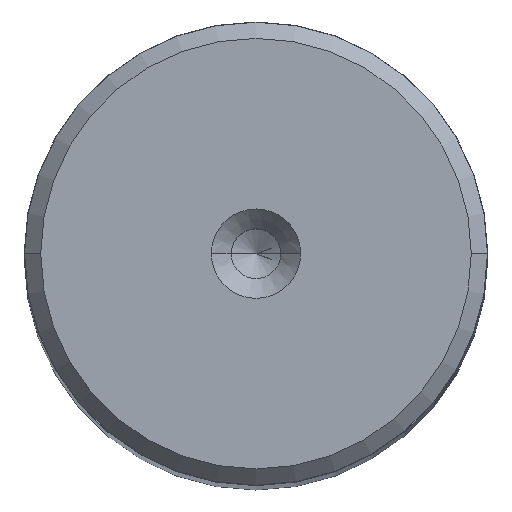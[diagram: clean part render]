
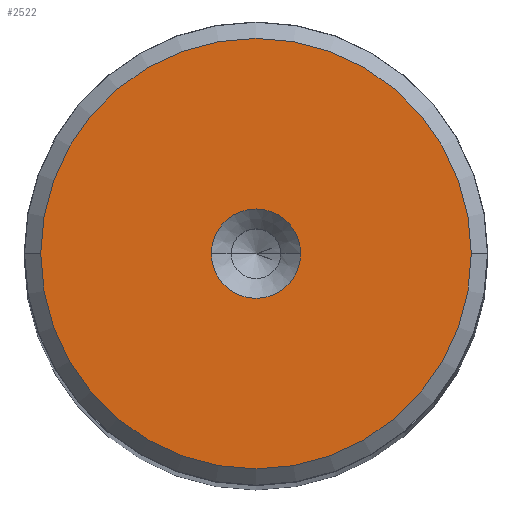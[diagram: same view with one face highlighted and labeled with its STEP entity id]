
A CAD part, top view. The second image highlights one B-rep face of the part: STEP entity #2522.
In plain terms, the highlighted planar face has unit normal (0, 0, 1).
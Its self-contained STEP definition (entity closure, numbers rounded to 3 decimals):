
#6 = VERTEX_POINT ( 'NONE', #2136 ) ;
#81 = ORIENTED_EDGE ( 'NONE', *, *, #2902, .T. ) ;
#212 = EDGE_LOOP ( 'NONE', ( #2682, #81 ) ) ;
#295 = CARTESIAN_POINT ( 'NONE',  ( -13.012, 0., 160. ) ) ;
#304 = DIRECTION ( 'NONE',  ( 0., 0., 1. ) ) ;
#384 = CIRCLE ( 'NONE', #1060, 2.7 ) ;
#559 = AXIS2_PLACEMENT_3D ( 'NONE', #2563, #730, #1203 ) ;
#601 = DIRECTION ( 'NONE',  ( 0., 0., 1. ) ) ;
#628 = EDGE_LOOP ( 'NONE', ( #1199, #1825 ) ) ;
#711 = DIRECTION ( 'NONE',  ( 0., 0., 1. ) ) ;
#713 = PLANE ( 'NONE',  #559 ) ;
#730 = DIRECTION ( 'NONE',  ( 0., 0., 1. ) ) ;
#972 = VERTEX_POINT ( 'NONE', #295 ) ;
#1060 = AXIS2_PLACEMENT_3D ( 'NONE', #2705, #1759, #1569 ) ;
#1152 = CARTESIAN_POINT ( 'NONE',  ( 0., 0., 160. ) ) ;
#1199 = ORIENTED_EDGE ( 'NONE', *, *, #1881, .F. ) ;
#1203 = DIRECTION ( 'NONE',  ( 1., 0., 0. ) ) ;
#1254 = EDGE_CURVE ( 'NONE', #972, #2239, #2535, .T. ) ;
#1509 = CIRCLE ( 'NONE', #2976, 2.7 ) ;
#1569 = DIRECTION ( 'NONE',  ( 1., 0., 0. ) ) ;
#1759 = DIRECTION ( 'NONE',  ( 0., 0., 1. ) ) ;
#1799 = CIRCLE ( 'NONE', #2063, 13.012 ) ;
#1825 = ORIENTED_EDGE ( 'NONE', *, *, #2064, .F. ) ;
#1881 = EDGE_CURVE ( 'NONE', #2789, #6, #384, .T. ) ;
#1944 = DIRECTION ( 'NONE',  ( 1., 0., 0. ) ) ;
#1950 = FACE_BOUND ( 'NONE', #628, .T. ) ;
#1987 = CARTESIAN_POINT ( 'NONE',  ( 0., 0., 160. ) ) ;
#2061 = FACE_OUTER_BOUND ( 'NONE', #212, .T. ) ;
#2063 = AXIS2_PLACEMENT_3D ( 'NONE', #1987, #601, #2075 ) ;
#2064 = EDGE_CURVE ( 'NONE', #6, #2789, #1509, .T. ) ;
#2075 = DIRECTION ( 'NONE',  ( 1., 0., 0. ) ) ;
#2093 = DIRECTION ( 'NONE',  ( 1., 0., 0. ) ) ;
#2136 = CARTESIAN_POINT ( 'NONE',  ( -2.7, 0., 160. ) ) ;
#2239 = VERTEX_POINT ( 'NONE', #2384 ) ;
#2300 = AXIS2_PLACEMENT_3D ( 'NONE', #2443, #304, #1944 ) ;
#2384 = CARTESIAN_POINT ( 'NONE',  ( 13.012, 0., 160. ) ) ;
#2443 = CARTESIAN_POINT ( 'NONE',  ( 0., 0., 160. ) ) ;
#2522 = ADVANCED_FACE ( 'NONE', ( #1950, #2061 ), #713, .T. ) ;
#2535 = CIRCLE ( 'NONE', #2300, 13.012 ) ;
#2563 = CARTESIAN_POINT ( 'NONE',  ( 0., 0., 160. ) ) ;
#2682 = ORIENTED_EDGE ( 'NONE', *, *, #1254, .T. ) ;
#2705 = CARTESIAN_POINT ( 'NONE',  ( 0., 0., 160. ) ) ;
#2789 = VERTEX_POINT ( 'NONE', #2908 ) ;
#2902 = EDGE_CURVE ( 'NONE', #2239, #972, #1799, .T. ) ;
#2908 = CARTESIAN_POINT ( 'NONE',  ( 2.7, 0., 160. ) ) ;
#2976 = AXIS2_PLACEMENT_3D ( 'NONE', #1152, #711, #2093 ) ;
